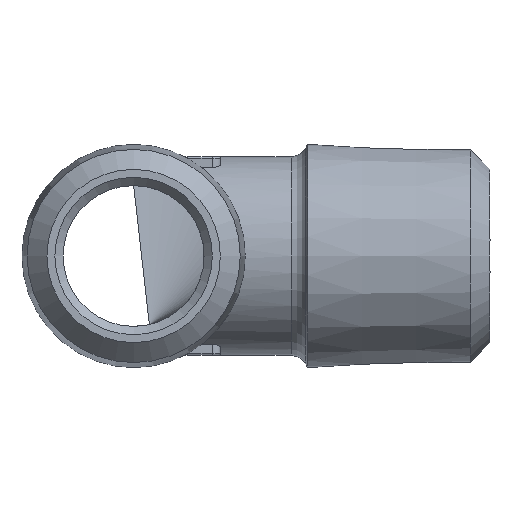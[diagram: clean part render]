
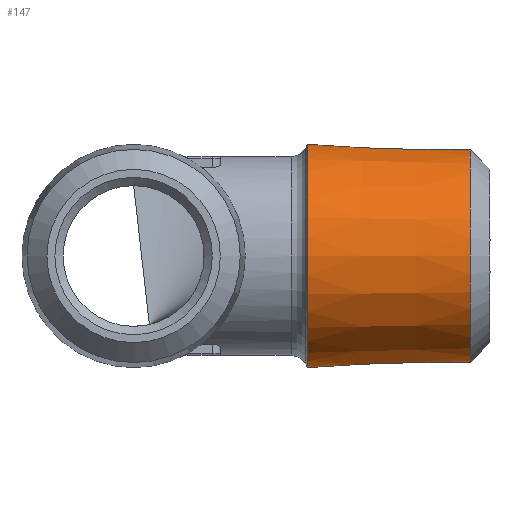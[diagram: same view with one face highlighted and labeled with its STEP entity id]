
A CAD part, left-side view. The second image highlights one B-rep face of the part: STEP entity #147.
In plain terms, the highlighted conical face has half-angle 1.79 degrees and reference radius 6.782 mm.
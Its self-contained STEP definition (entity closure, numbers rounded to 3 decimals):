
#147 = ADVANCED_FACE( 'NONE', ( #352, #353 ), #354, .T. );
#352 = FACE_OUTER_BOUND( '', #892, .T. );
#353 = FACE_BOUND( '', #893, .T. );
#354 = CONICAL_SURFACE( '', #894, 6.782, 0.031 );
#892 = EDGE_LOOP( '', ( #1621 ) );
#893 = EDGE_LOOP( '', ( #1622 ) );
#894 = AXIS2_PLACEMENT_3D( '', #1623, #1624, #1625 );
#1621 = ORIENTED_EDGE( '', *, *, #1986, .T. );
#1622 = ORIENTED_EDGE( '', *, *, #2122, .T. );
#1623 = CARTESIAN_POINT( '', ( 0., -9., 0. ) );
#1624 = DIRECTION( '', ( 0., 1., 0. ) );
#1625 = DIRECTION( '', ( -1., 0., 0. ) );
#1986 = EDGE_CURVE( 'NONE', #2310, #2310, #2311, .T. );
#2122 = EDGE_CURVE( 'NONE', #2523, #2523, #2524, .T. );
#2310 = VERTEX_POINT( '', #3034 );
#2311 = CIRCLE( '', #3035, 6.735 );
#2523 = VERTEX_POINT( '', #3364 );
#2524 = CIRCLE( '', #3365, 6.428 );
#3034 = CARTESIAN_POINT( '', ( -6.735, -10.502, 0. ) );
#3035 = AXIS2_PLACEMENT_3D( '', #3547, #3548, #3549 );
#3364 = CARTESIAN_POINT( '', ( -6.428, -20.3, 0. ) );
#3365 = AXIS2_PLACEMENT_3D( '', #3818, #3819, #3820 );
#3547 = CARTESIAN_POINT( '', ( 0., -10.502, 0. ) );
#3548 = DIRECTION( '', ( 0., -1., 0. ) );
#3549 = DIRECTION( '', ( -1., 0., 0. ) );
#3818 = CARTESIAN_POINT( '', ( 0., -20.3, 0. ) );
#3819 = DIRECTION( '', ( 0., 1., 0. ) );
#3820 = DIRECTION( '', ( -1., 0., 0. ) );
